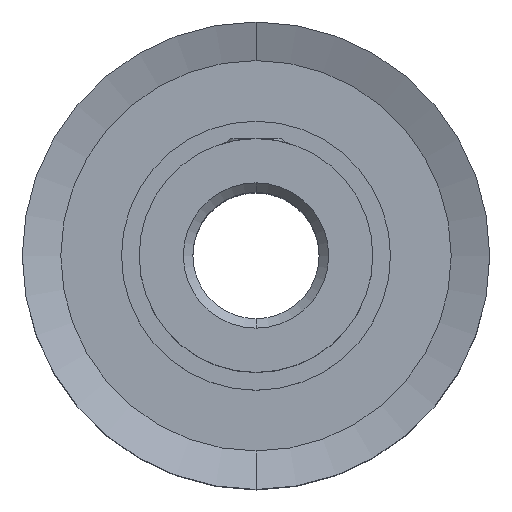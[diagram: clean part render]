
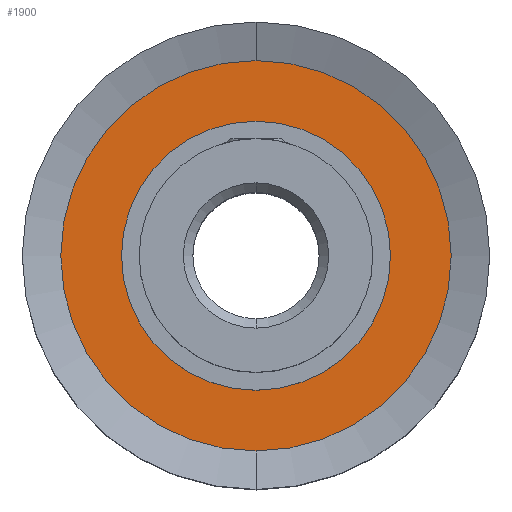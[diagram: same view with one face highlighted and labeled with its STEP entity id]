
A CAD part, top view. The second image highlights one B-rep face of the part: STEP entity #1900.
In plain terms, the highlighted planar face has unit normal (0, 0, 1).
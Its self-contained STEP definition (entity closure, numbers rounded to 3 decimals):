
#248=CARTESIAN_POINT('',(0.,0.,-0.634));
#249=DIRECTION('',(0.,0.,-1.));
#250=DIRECTION('',(1.,0.,0.));
#251=AXIS2_PLACEMENT_3D('',#248,#249,#250);
#257=CARTESIAN_POINT('',(0.,0.,-0.634));
#258=DIRECTION('',(0.,0.,1.));
#259=DIRECTION('',(0.,1.,0.));
#260=AXIS2_PLACEMENT_3D('',#257,#258,#259);
#262=CARTESIAN_POINT('',(0.,0.,-0.634));
#263=DIRECTION('',(0.,0.,-1.));
#264=DIRECTION('',(0.,1.,0.));
#265=AXIS2_PLACEMENT_3D('',#262,#263,#264);
#1211=CARTESIAN_POINT('',(0.,0.,-0.634));
#1212=DIRECTION('',(0.,0.,-1.));
#1213=DIRECTION('',(-1.,0.,0.));
#1214=AXIS2_PLACEMENT_3D('',#1211,#1212,#1213);
#1503=CARTESIAN_POINT('',(0.,9.27,-0.634));
#1504=VERTEX_POINT('',#1503);
#1511=CARTESIAN_POINT('',(0.,-9.27,-0.634));
#1512=VERTEX_POINT('',#1511);
#1561=CARTESIAN_POINT('',(6.388,0.,-0.634));
#1562=CARTESIAN_POINT('',(-6.388,0.,-0.634));
#1563=VERTEX_POINT('',#1561);
#1564=VERTEX_POINT('',#1562);
#1884=CARTESIAN_POINT('',(0.,0.,-0.634));
#1885=DIRECTION('',(0.,0.,-1.));
#1886=DIRECTION('',(0.,-1.,0.));
#1887=AXIS2_PLACEMENT_3D('',#1884,#1885,#1886);
#1888=PLANE('',#1887);
#1890=ORIENTED_EDGE('',*,*,#1889,.F.);
#1892=ORIENTED_EDGE('',*,*,#1891,.T.);
#1893=EDGE_LOOP('',(#1890,#1892));
#1894=FACE_OUTER_BOUND('',#1893,.F.);
#1895=ORIENTED_EDGE('',*,*,#1874,.F.);
#1897=ORIENTED_EDGE('',*,*,#1896,.F.);
#1898=EDGE_LOOP('',(#1895,#1897));
#1899=FACE_BOUND('',#1898,.F.);
#1900=ADVANCED_FACE('',(#1894,#1899),#1888,.F.);
#252=CIRCLE('',#251,6.388);
#261=CIRCLE('',#260,9.27);
#266=CIRCLE('',#265,9.27);
#1215=CIRCLE('',#1214,6.388);
#1874=EDGE_CURVE('',#1563,#1564,#252,.T.);
#1889=EDGE_CURVE('',#1504,#1512,#261,.T.);
#1891=EDGE_CURVE('',#1504,#1512,#266,.T.);
#1896=EDGE_CURVE('',#1564,#1563,#1215,.T.);
